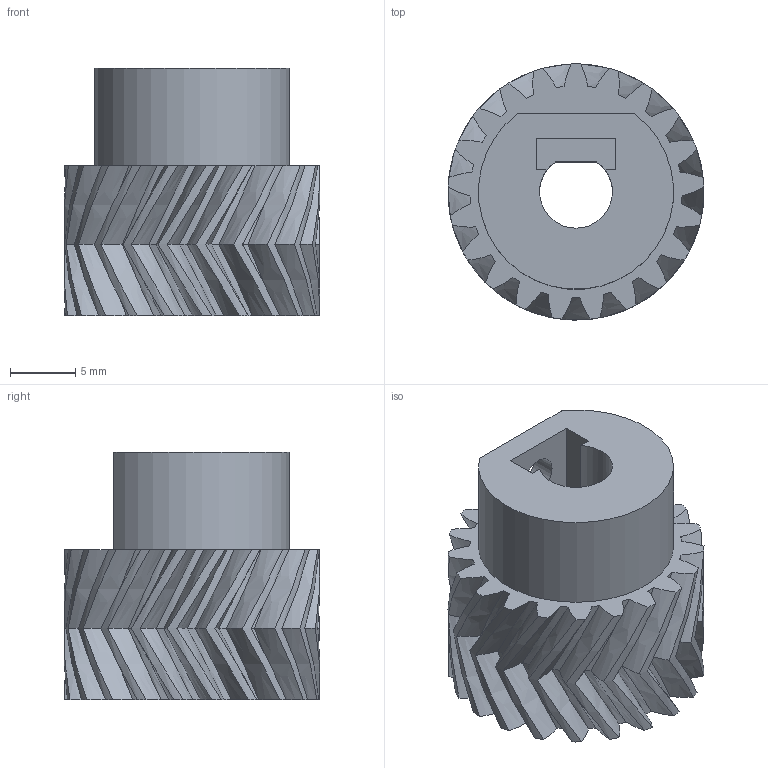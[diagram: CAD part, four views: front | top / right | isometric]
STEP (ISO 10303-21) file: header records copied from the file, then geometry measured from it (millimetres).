
FILE_DESCRIPTION(/* description */ (''),/* implementation_level */ '2;1');
FILE_NAME(/* name */ '21 Tooth Herringbone Gear Flexi.stp',/* time_stamp */ '2020-09-01T18:49:21+01:00',/* author */ ('isaac879'),/* organization */ (''),/* preprocessor_version */ 'ST-DEVELOPER v18',/* originating_system */ 'Autodesk Inventor 2020',/* authorisation */ '');
FILE_SCHEMA (('AUTOMOTIVE_DESIGN { 1 0 10303 214 3 1 1 }'));
Length unit declared in the file: millimetre
Products named in the file (1): 21 Tooth Herringbone Gear Flexi
Bounding box: 19.68 x 19.68 x 19 mm (x, y, z)
Volume: 3687.5 mm3; surface area: 2514.1 mm2
Topology: 1 solids, 1 shells, 162 faces, 437 edges, 278 vertices
Faces by surface type: bspline 126, cylinder 24, plane 12
Full cylindrical faces by diameter (mm): 3 x1
Entity records: 7143 total; most frequent: CARTESIAN_POINT 3929, ORIENTED_EDGE 874, EDGE_CURVE 437, B_SPLINE_CURVE_WITH_KNOTS 359, VERTEX_POINT 278, DIRECTION 202, EDGE_LOOP 167, FACE_OUTER_BOUND 162
